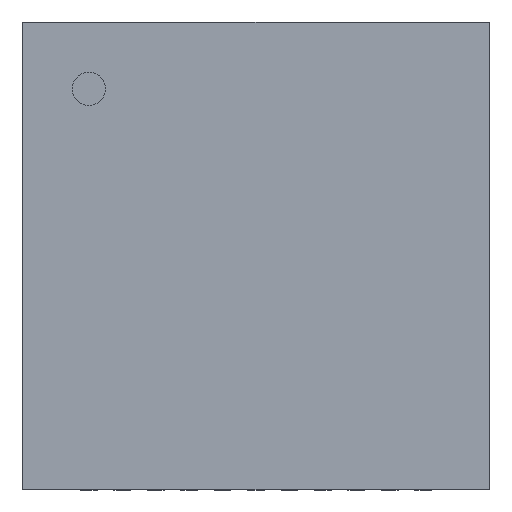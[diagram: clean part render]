
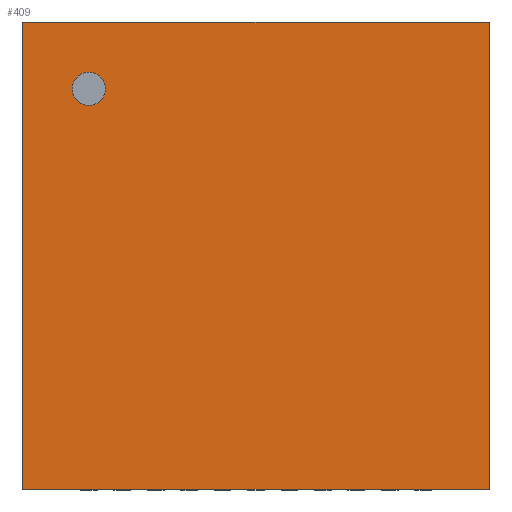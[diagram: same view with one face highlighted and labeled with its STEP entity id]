
A CAD part, top view. The second image highlights one B-rep face of the part: STEP entity #409.
In plain terms, the highlighted planar face has unit normal (0, 0, 1).
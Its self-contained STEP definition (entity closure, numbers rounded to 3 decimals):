
#21 = EDGE_CURVE('',#22,#24,#26,.T.);
#22 = VERTEX_POINT('',#23);
#23 = CARTESIAN_POINT('',(-3.49,3.49,0.75));
#24 = VERTEX_POINT('',#25);
#25 = CARTESIAN_POINT('',(3.49,3.49,0.75));
#26 = LINE('',#27,#28);
#27 = CARTESIAN_POINT('',(-3.49,3.49,0.75));
#28 = VECTOR('',#29,1.);
#29 = DIRECTION('',(1.,0.,0.));
#409 = ADVANCED_FACE('',(#410,#435),#446,.T.);
#410 = FACE_BOUND('',#411,.T.);
#411 = EDGE_LOOP('',(#412,#413,#421,#429));
#412 = ORIENTED_EDGE('',*,*,#21,.F.);
#413 = ORIENTED_EDGE('',*,*,#414,.T.);
#414 = EDGE_CURVE('',#22,#415,#417,.T.);
#415 = VERTEX_POINT('',#416);
#416 = CARTESIAN_POINT('',(-3.49,-3.49,0.75));
#417 = LINE('',#418,#419);
#418 = CARTESIAN_POINT('',(-3.49,3.49,0.75));
#419 = VECTOR('',#420,1.);
#420 = DIRECTION('',(0.,-1.,0.));
#421 = ORIENTED_EDGE('',*,*,#422,.T.);
#422 = EDGE_CURVE('',#415,#423,#425,.T.);
#423 = VERTEX_POINT('',#424);
#424 = CARTESIAN_POINT('',(3.49,-3.49,0.75));
#425 = LINE('',#426,#427);
#426 = CARTESIAN_POINT('',(-3.49,-3.49,0.75));
#427 = VECTOR('',#428,1.);
#428 = DIRECTION('',(1.,0.,0.));
#429 = ORIENTED_EDGE('',*,*,#430,.F.);
#430 = EDGE_CURVE('',#24,#423,#431,.T.);
#431 = LINE('',#432,#433);
#432 = CARTESIAN_POINT('',(3.49,3.49,0.75));
#433 = VECTOR('',#434,1.);
#434 = DIRECTION('',(0.,-1.,0.));
#435 = FACE_BOUND('',#436,.T.);
#436 = EDGE_LOOP('',(#437));
#437 = ORIENTED_EDGE('',*,*,#438,.T.);
#438 = EDGE_CURVE('',#439,#439,#441,.T.);
#439 = VERTEX_POINT('',#440);
#440 = CARTESIAN_POINT('',(-2.5,2.25,0.75));
#441 = CIRCLE('',#442,0.25);
#442 = AXIS2_PLACEMENT_3D('',#443,#444,#445);
#443 = CARTESIAN_POINT('',(-2.5,2.5,0.75));
#444 = DIRECTION('',(0.,-0.,-1.));
#445 = DIRECTION('',(0.,-1.,0.));
#446 = PLANE('',#447);
#447 = AXIS2_PLACEMENT_3D('',#448,#449,#450);
#448 = CARTESIAN_POINT('',(-3.49,3.49,0.75));
#449 = DIRECTION('',(0.,0.,1.));
#450 = DIRECTION('',(0.,-1.,0.));
